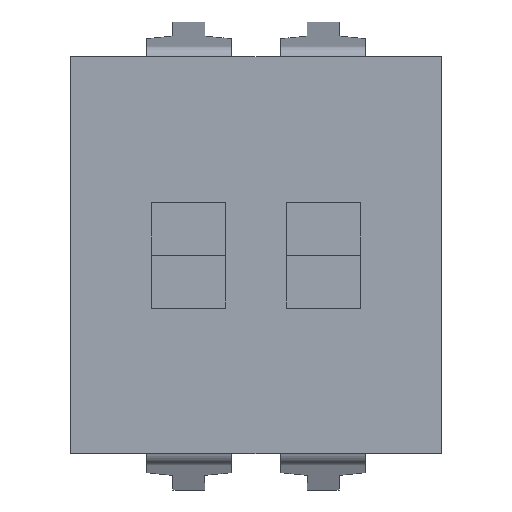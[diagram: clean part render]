
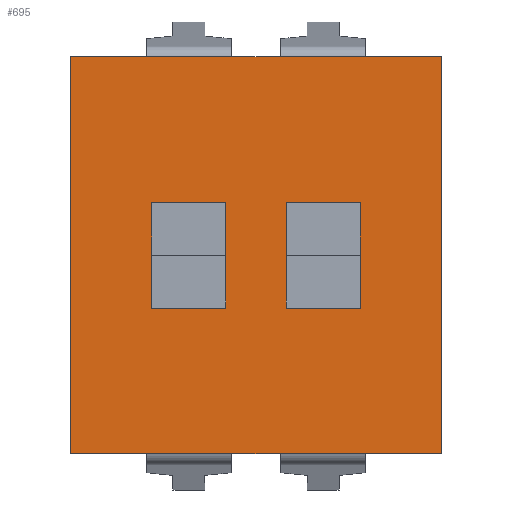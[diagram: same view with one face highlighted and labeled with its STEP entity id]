
A CAD part, top view. The second image highlights one B-rep face of the part: STEP entity #695.
In plain terms, the highlighted planar face has unit normal (0, 0, 1).
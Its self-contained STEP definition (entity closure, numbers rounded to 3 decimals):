
#439 = EDGE_CURVE('',#440,#442,#444,.T.);
#440 = VERTEX_POINT('',#441);
#441 = CARTESIAN_POINT('',(-2.235,7.56,4.7));
#442 = VERTEX_POINT('',#443);
#443 = CARTESIAN_POINT('',(4.775,7.56,4.7));
#444 = LINE('',#445,#446);
#445 = CARTESIAN_POINT('',(-2.235,7.56,4.7));
#446 = VECTOR('',#447,1.);
#447 = DIRECTION('',(1.,0.,0.));
#487 = VERTEX_POINT('',#488);
#488 = CARTESIAN_POINT('',(-2.235,0.06,4.7));
#494 = EDGE_CURVE('',#487,#440,#495,.T.);
#495 = LINE('',#496,#497);
#496 = CARTESIAN_POINT('',(-2.235,0.06,4.7));
#497 = VECTOR('',#498,1.);
#498 = DIRECTION('',(0.,1.,0.));
#527 = VERTEX_POINT('',#528);
#528 = CARTESIAN_POINT('',(4.775,0.06,4.7));
#534 = EDGE_CURVE('',#527,#442,#535,.T.);
#535 = LINE('',#536,#537);
#536 = CARTESIAN_POINT('',(4.775,0.06,4.7));
#537 = VECTOR('',#538,1.);
#538 = DIRECTION('',(0.,1.,0.));
#695 = ADVANCED_FACE('',(#696,#707,#757),#807,.T.);
#696 = FACE_BOUND('',#697,.T.);
#697 = EDGE_LOOP('',(#698,#704,#705,#706));
#698 = ORIENTED_EDGE('',*,*,#699,.T.);
#699 = EDGE_CURVE('',#487,#527,#700,.T.);
#700 = LINE('',#701,#702);
#701 = CARTESIAN_POINT('',(-2.235,0.06,4.7));
#702 = VECTOR('',#703,1.);
#703 = DIRECTION('',(1.,0.,0.));
#704 = ORIENTED_EDGE('',*,*,#534,.T.);
#705 = ORIENTED_EDGE('',*,*,#439,.F.);
#706 = ORIENTED_EDGE('',*,*,#494,.F.);
#707 = FACE_BOUND('',#708,.T.);
#708 = EDGE_LOOP('',(#709,#719,#727,#735,#743,#751));
#709 = ORIENTED_EDGE('',*,*,#710,.T.);
#710 = EDGE_CURVE('',#711,#713,#715,.T.);
#711 = VERTEX_POINT('',#712);
#712 = CARTESIAN_POINT('',(-0.7,4.81,4.7));
#713 = VERTEX_POINT('',#714);
#714 = CARTESIAN_POINT('',(0.7,4.81,4.7));
#715 = LINE('',#716,#717);
#716 = CARTESIAN_POINT('',(-1.468,4.81,4.7));
#717 = VECTOR('',#718,1.);
#718 = DIRECTION('',(1.,0.,0.));
#719 = ORIENTED_EDGE('',*,*,#720,.T.);
#720 = EDGE_CURVE('',#713,#721,#723,.T.);
#721 = VERTEX_POINT('',#722);
#722 = CARTESIAN_POINT('',(0.7,3.81,4.7));
#723 = LINE('',#724,#725);
#724 = CARTESIAN_POINT('',(0.7,2.435,4.7));
#725 = VECTOR('',#726,1.);
#726 = DIRECTION('',(0.,-1.,0.));
#727 = ORIENTED_EDGE('',*,*,#728,.T.);
#728 = EDGE_CURVE('',#721,#729,#731,.T.);
#729 = VERTEX_POINT('',#730);
#730 = CARTESIAN_POINT('',(0.7,2.81,4.7));
#731 = LINE('',#732,#733);
#732 = CARTESIAN_POINT('',(0.7,2.435,4.7));
#733 = VECTOR('',#734,1.);
#734 = DIRECTION('',(0.,-1.,0.));
#735 = ORIENTED_EDGE('',*,*,#736,.T.);
#736 = EDGE_CURVE('',#729,#737,#739,.T.);
#737 = VERTEX_POINT('',#738);
#738 = CARTESIAN_POINT('',(-0.7,2.81,4.7));
#739 = LINE('',#740,#741);
#740 = CARTESIAN_POINT('',(-0.768,2.81,4.7));
#741 = VECTOR('',#742,1.);
#742 = DIRECTION('',(-1.,0.,0.));
#743 = ORIENTED_EDGE('',*,*,#744,.T.);
#744 = EDGE_CURVE('',#737,#745,#747,.T.);
#745 = VERTEX_POINT('',#746);
#746 = CARTESIAN_POINT('',(-0.7,3.81,4.7));
#747 = LINE('',#748,#749);
#748 = CARTESIAN_POINT('',(-0.7,1.435,4.7));
#749 = VECTOR('',#750,1.);
#750 = DIRECTION('',(0.,1.,0.));
#751 = ORIENTED_EDGE('',*,*,#752,.T.);
#752 = EDGE_CURVE('',#745,#711,#753,.T.);
#753 = LINE('',#754,#755);
#754 = CARTESIAN_POINT('',(-0.7,1.435,4.7));
#755 = VECTOR('',#756,1.);
#756 = DIRECTION('',(0.,1.,0.));
#757 = FACE_BOUND('',#758,.T.);
#758 = EDGE_LOOP('',(#759,#769,#777,#785,#793,#801));
#759 = ORIENTED_EDGE('',*,*,#760,.T.);
#760 = EDGE_CURVE('',#761,#763,#765,.T.);
#761 = VERTEX_POINT('',#762);
#762 = CARTESIAN_POINT('',(1.84,4.81,4.7));
#763 = VERTEX_POINT('',#764);
#764 = CARTESIAN_POINT('',(3.24,4.81,4.7));
#765 = LINE('',#766,#767);
#766 = CARTESIAN_POINT('',(-0.198,4.81,4.7));
#767 = VECTOR('',#768,1.);
#768 = DIRECTION('',(1.,0.,0.));
#769 = ORIENTED_EDGE('',*,*,#770,.T.);
#770 = EDGE_CURVE('',#763,#771,#773,.T.);
#771 = VERTEX_POINT('',#772);
#772 = CARTESIAN_POINT('',(3.24,3.81,4.7));
#773 = LINE('',#774,#775);
#774 = CARTESIAN_POINT('',(3.24,2.435,4.7));
#775 = VECTOR('',#776,1.);
#776 = DIRECTION('',(0.,-1.,0.));
#777 = ORIENTED_EDGE('',*,*,#778,.T.);
#778 = EDGE_CURVE('',#771,#779,#781,.T.);
#779 = VERTEX_POINT('',#780);
#780 = CARTESIAN_POINT('',(3.24,2.81,4.7));
#781 = LINE('',#782,#783);
#782 = CARTESIAN_POINT('',(3.24,2.435,4.7));
#783 = VECTOR('',#784,1.);
#784 = DIRECTION('',(0.,-1.,0.));
#785 = ORIENTED_EDGE('',*,*,#786,.T.);
#786 = EDGE_CURVE('',#779,#787,#789,.T.);
#787 = VERTEX_POINT('',#788);
#788 = CARTESIAN_POINT('',(1.84,2.81,4.7));
#789 = LINE('',#790,#791);
#790 = CARTESIAN_POINT('',(0.503,2.81,4.7));
#791 = VECTOR('',#792,1.);
#792 = DIRECTION('',(-1.,0.,0.));
#793 = ORIENTED_EDGE('',*,*,#794,.T.);
#794 = EDGE_CURVE('',#787,#795,#797,.T.);
#795 = VERTEX_POINT('',#796);
#796 = CARTESIAN_POINT('',(1.84,3.81,4.7));
#797 = LINE('',#798,#799);
#798 = CARTESIAN_POINT('',(1.84,1.435,4.7));
#799 = VECTOR('',#800,1.);
#800 = DIRECTION('',(0.,1.,0.));
#801 = ORIENTED_EDGE('',*,*,#802,.T.);
#802 = EDGE_CURVE('',#795,#761,#803,.T.);
#803 = LINE('',#804,#805);
#804 = CARTESIAN_POINT('',(1.84,1.435,4.7));
#805 = VECTOR('',#806,1.);
#806 = DIRECTION('',(0.,1.,0.));
#807 = PLANE('',#808);
#808 = AXIS2_PLACEMENT_3D('',#809,#810,#811);
#809 = CARTESIAN_POINT('',(-2.235,0.06,4.7));
#810 = DIRECTION('',(0.,0.,1.));
#811 = DIRECTION('',(0.,1.,0.));
